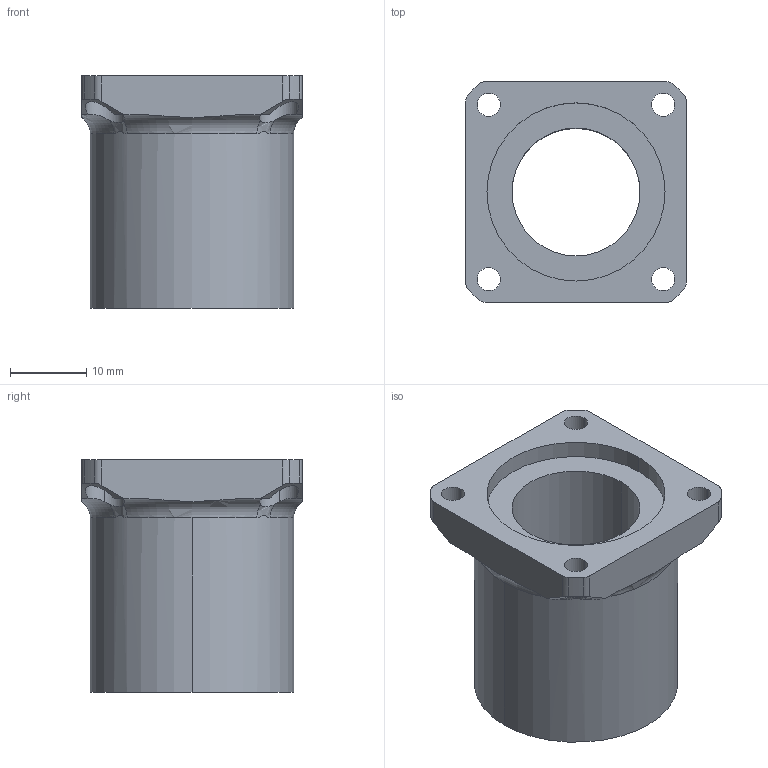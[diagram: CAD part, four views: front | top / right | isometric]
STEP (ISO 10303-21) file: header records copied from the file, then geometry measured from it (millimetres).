
FILE_DESCRIPTION (( 'STEP AP203' ), '1' );
FILE_NAME ('J5 Motor Mount.STEP', '2016-08-03T15:23:17', ( '' ), ( '' ), 'SwSTEP 2.0', 'SolidWorks 2015', '' );
FILE_SCHEMA (( 'CONFIG_CONTROL_DESIGN' ));
Length unit declared in the file: inch
Products named in the file (1): J5 Motor Mount
Bounding box: 28.96 x 28.96 x 30.48 mm (x, y, z)
Volume: 11009.3 mm3; surface area: 5623.5 mm2
Topology: 1 solids, 1 shells, 66 faces, 188 edges, 125 vertices
Faces by surface type: cylinder 34, plane 19, torus 5, cone 4, bspline 4
Entity records: 3023 total; most frequent: CARTESIAN_POINT 1225, ORIENTED_EDGE 376, DIRECTION 354, EDGE_CURVE 188, AXIS2_PLACEMENT_3D 152, VERTEX_POINT 125, CIRCLE 89, EDGE_LOOP 77
